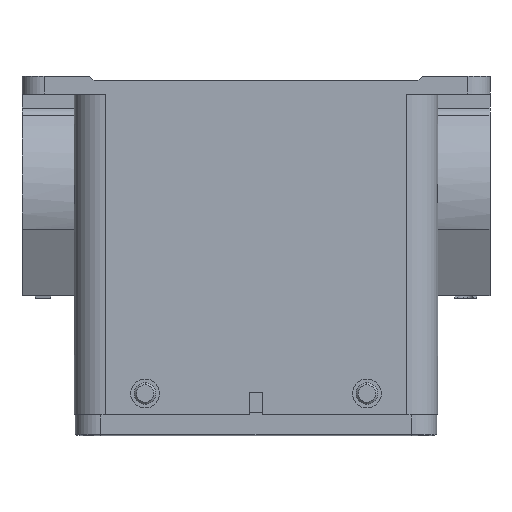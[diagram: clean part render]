
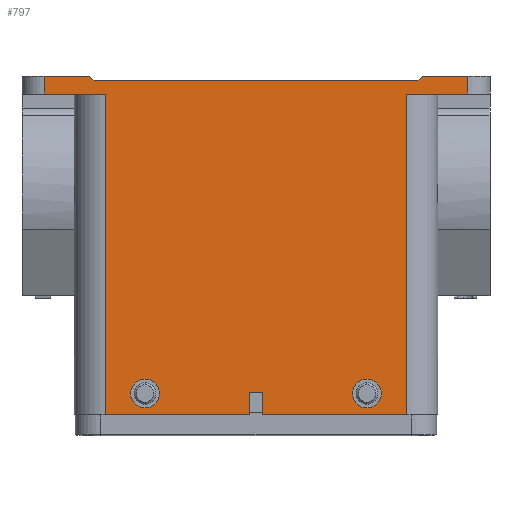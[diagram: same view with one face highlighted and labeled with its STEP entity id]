
A CAD part, front view. The second image highlights one B-rep face of the part: STEP entity #797.
In plain terms, the highlighted planar face has unit normal (0, -1, 0).
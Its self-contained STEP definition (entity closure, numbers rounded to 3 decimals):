
#797=ADVANCED_FACE('NONE',(#1636,#1637,#1638),#1142,.F.);
#1142=PLANE('',#6737);
#1357=CIRCLE('',#6733,3.25);
#1358=CIRCLE('',#6734,3.25);
#1359=CIRCLE('',#6735,3.25);
#1360=CIRCLE('',#6736,3.25);
#1636=FACE_BOUND('',#1753,.T.);
#1637=FACE_BOUND('',#1754,.T.);
#1638=FACE_BOUND('',#1755,.T.);
#1753=EDGE_LOOP('',(#2412,#2413));
#1754=EDGE_LOOP('',(#2414,#2415,#2416,#2417,#2418,#2419,#2420,#2421,#2422,
#2423,#2424,#2425,#2426,#2427,#2428,#2429));
#1755=EDGE_LOOP('',(#2430,#2431));
#2412=ORIENTED_EDGE('',*,*,#4919,.F.);
#2413=ORIENTED_EDGE('',*,*,#4920,.F.);
#2414=ORIENTED_EDGE('',*,*,#4921,.F.);
#2415=ORIENTED_EDGE('',*,*,#4922,.F.);
#2416=ORIENTED_EDGE('',*,*,#4917,.F.);
#2417=ORIENTED_EDGE('',*,*,#4846,.F.);
#2418=ORIENTED_EDGE('',*,*,#4923,.F.);
#2419=ORIENTED_EDGE('',*,*,#4851,.T.);
#2420=ORIENTED_EDGE('',*,*,#4924,.F.);
#2421=ORIENTED_EDGE('',*,*,#4860,.F.);
#2422=ORIENTED_EDGE('',*,*,#4925,.F.);
#2423=ORIENTED_EDGE('',*,*,#4926,.F.);
#2424=ORIENTED_EDGE('',*,*,#4927,.F.);
#2425=ORIENTED_EDGE('',*,*,#4928,.F.);
#2426=ORIENTED_EDGE('',*,*,#4929,.F.);
#2427=ORIENTED_EDGE('',*,*,#4930,.F.);
#2428=ORIENTED_EDGE('',*,*,#4931,.F.);
#2429=ORIENTED_EDGE('',*,*,#4932,.F.);
#2430=ORIENTED_EDGE('',*,*,#4933,.F.);
#2431=ORIENTED_EDGE('',*,*,#4934,.F.);
#4189=VERTEX_POINT('',#9956);
#4190=VERTEX_POINT('',#9957);
#4192=VERTEX_POINT('',#9964);
#4193=VERTEX_POINT('',#9966);
#4200=VERTEX_POINT('',#9982);
#4201=VERTEX_POINT('',#9984);
#4239=VERTEX_POINT('',#10094);
#4240=VERTEX_POINT('',#10098);
#4241=VERTEX_POINT('',#10099);
#4242=VERTEX_POINT('',#10102);
#4243=VERTEX_POINT('',#10103);
#4244=VERTEX_POINT('',#10108);
#4245=VERTEX_POINT('',#10110);
#4246=VERTEX_POINT('',#10112);
#4247=VERTEX_POINT('',#10114);
#4248=VERTEX_POINT('',#10116);
#4249=VERTEX_POINT('',#10118);
#4250=VERTEX_POINT('',#10120);
#4251=VERTEX_POINT('',#10123);
#4252=VERTEX_POINT('',#10124);
#4846=EDGE_CURVE('NONE',#4189,#4190,#5712,.T.);
#4851=EDGE_CURVE('NONE',#4193,#4192,#5716,.T.);
#4860=EDGE_CURVE('NONE',#4200,#4201,#5719,.T.);
#4917=EDGE_CURVE('NONE',#4190,#4239,#5754,.T.);
#4919=EDGE_CURVE('NONE',#4240,#4241,#1357,.T.);
#4920=EDGE_CURVE('NONE',#4241,#4240,#1358,.T.);
#4921=EDGE_CURVE('NONE',#4242,#4243,#5755,.T.);
#4922=EDGE_CURVE('NONE',#4239,#4242,#5756,.T.);
#4923=EDGE_CURVE('NONE',#4193,#4189,#5757,.T.);
#4924=EDGE_CURVE('NONE',#4201,#4192,#5758,.T.);
#4925=EDGE_CURVE('NONE',#4244,#4200,#5759,.T.);
#4926=EDGE_CURVE('NONE',#4245,#4244,#5760,.T.);
#4927=EDGE_CURVE('NONE',#4246,#4245,#5761,.T.);
#4928=EDGE_CURVE('NONE',#4247,#4246,#5762,.T.);
#4929=EDGE_CURVE('NONE',#4248,#4247,#5763,.T.);
#4930=EDGE_CURVE('NONE',#4249,#4248,#5764,.T.);
#4931=EDGE_CURVE('NONE',#4250,#4249,#5765,.T.);
#4932=EDGE_CURVE('',#4243,#4250,#5766,.T.);
#4933=EDGE_CURVE('NONE',#4251,#4252,#1359,.T.);
#4934=EDGE_CURVE('NONE',#4252,#4251,#1360,.T.);
#5712=LINE('',#9955,#6201);
#5716=LINE('',#9965,#6205);
#5719=LINE('',#9983,#6208);
#5754=LINE('',#10093,#6243);
#5755=LINE('',#10101,#6244);
#5756=LINE('',#10104,#6245);
#5757=LINE('',#10105,#6246);
#5758=LINE('',#10106,#6247);
#5759=LINE('',#10107,#6248);
#5760=LINE('',#10109,#6249);
#5761=LINE('',#10111,#6250);
#5762=LINE('',#10113,#6251);
#5763=LINE('',#10115,#6252);
#5764=LINE('',#10117,#6253);
#5765=LINE('',#10119,#6254);
#5766=LINE('',#10121,#6255);
#6201=VECTOR('',#7480,1.);
#6205=VECTOR('',#7488,1.);
#6208=VECTOR('',#7505,1.);
#6243=VECTOR('',#7614,1.);
#6244=VECTOR('',#7623,1.);
#6245=VECTOR('',#7624,1.);
#6246=VECTOR('',#7625,1.);
#6247=VECTOR('',#7626,1.);
#6248=VECTOR('',#7627,1.);
#6249=VECTOR('',#7628,1.);
#6250=VECTOR('',#7629,1.);
#6251=VECTOR('',#7630,1.);
#6252=VECTOR('',#7631,1.);
#6253=VECTOR('',#7632,1.);
#6254=VECTOR('',#7633,1.);
#6255=VECTOR('',#7634,1.);
#6733=AXIS2_PLACEMENT_3D('',#10097,#7619,#7620);
#6734=AXIS2_PLACEMENT_3D('',#10100,#7621,#7622);
#6735=AXIS2_PLACEMENT_3D('',#10122,#7635,#7636);
#6736=AXIS2_PLACEMENT_3D('',#10125,#7637,#7638);
#6737=AXIS2_PLACEMENT_3D('',#10126,#7639,#7640);
#7480=DIRECTION('',(1.,0.,0.));
#7488=DIRECTION('',(-1.,0.,0.));
#7505=DIRECTION('',(1.,0.,0.));
#7614=DIRECTION('',(0.,0.,-1.));
#7619=DIRECTION('',(0.,-1.,0.));
#7620=DIRECTION('',(0.,0.,-1.));
#7621=DIRECTION('',(0.,-1.,0.));
#7622=DIRECTION('',(0.,0.,-1.));
#7623=DIRECTION('',(0.,0.,-1.));
#7624=DIRECTION('',(-1.,0.,0.));
#7625=DIRECTION('',(0.707,0.,0.707));
#7626=DIRECTION('',(0.707,0.,-0.707));
#7627=DIRECTION('',(0.,0.,1.));
#7628=DIRECTION('',(-1.,0.,0.));
#7629=DIRECTION('',(0.,0.,1.));
#7630=DIRECTION('',(-1.,0.,0.));
#7631=DIRECTION('',(0.,0.,-1.));
#7632=DIRECTION('',(-1.,0.,0.));
#7633=DIRECTION('',(0.,0.,1.));
#7634=DIRECTION('',(-1.,0.,0.));
#7635=DIRECTION('',(0.,-1.,0.));
#7636=DIRECTION('',(0.,0.,-1.));
#7637=DIRECTION('',(0.,-1.,0.));
#7638=DIRECTION('',(0.,0.,-1.));
#7639=DIRECTION('',(0.,1.,0.));
#7640=DIRECTION('',(0.,0.,1.));
#9955=CARTESIAN_POINT('',(-53.,-28.25,0.));
#9956=CARTESIAN_POINT('',(37.5,-28.25,0.));
#9957=CARTESIAN_POINT('',(47.75,-28.25,0.));
#9964=CARTESIAN_POINT('',(-36.5,-28.25,-1.));
#9965=CARTESIAN_POINT('',(-36.5,-28.25,-1.));
#9966=CARTESIAN_POINT('',(36.5,-28.25,-1.));
#9982=CARTESIAN_POINT('',(-47.75,-28.25,0.));
#9983=CARTESIAN_POINT('',(-53.,-28.25,0.));
#9984=CARTESIAN_POINT('',(-37.5,-28.25,0.));
#10093=CARTESIAN_POINT('',(47.75,-28.25,-49.816));
#10094=CARTESIAN_POINT('',(47.75,-28.25,-4.));
#10097=CARTESIAN_POINT('',(-25.,-28.25,-71.5));
#10098=CARTESIAN_POINT('',(-25.,-28.25,-74.75));
#10099=CARTESIAN_POINT('',(-25.,-28.25,-68.25));
#10100=CARTESIAN_POINT('',(-25.,-28.25,-71.5));
#10101=CARTESIAN_POINT('',(34.,-28.25,0.));
#10102=CARTESIAN_POINT('',(34.,-28.25,-4.));
#10103=CARTESIAN_POINT('',(34.,-28.25,-76.322));
#10104=CARTESIAN_POINT('',(0.,-28.25,-4.));
#10105=CARTESIAN_POINT('',(36.5,-28.25,-1.));
#10106=CARTESIAN_POINT('',(-37.5,-28.25,0.));
#10107=CARTESIAN_POINT('',(-47.75,-28.25,0.));
#10108=CARTESIAN_POINT('',(-47.75,-28.25,-4.));
#10109=CARTESIAN_POINT('',(0.,-28.25,-4.));
#10110=CARTESIAN_POINT('',(-34.,-28.25,-4.));
#10111=CARTESIAN_POINT('',(-34.,-28.25,0.));
#10112=CARTESIAN_POINT('',(-34.,-28.25,-76.322));
#10113=CARTESIAN_POINT('',(0.,-28.25,-76.322));
#10114=CARTESIAN_POINT('',(-1.5,-28.25,-76.322));
#10115=CARTESIAN_POINT('',(-1.5,-28.25,0.));
#10116=CARTESIAN_POINT('',(-1.5,-28.25,-71.322));
#10117=CARTESIAN_POINT('',(0.,-28.25,-71.322));
#10118=CARTESIAN_POINT('',(1.5,-28.25,-71.322));
#10119=CARTESIAN_POINT('',(1.5,-28.25,0.));
#10120=CARTESIAN_POINT('',(1.5,-28.25,-76.322));
#10121=CARTESIAN_POINT('',(0.,-28.25,-76.322));
#10122=CARTESIAN_POINT('',(25.,-28.25,-71.5));
#10123=CARTESIAN_POINT('',(25.,-28.25,-74.75));
#10124=CARTESIAN_POINT('',(25.,-28.25,-68.25));
#10125=CARTESIAN_POINT('',(25.,-28.25,-71.5));
#10126=CARTESIAN_POINT('',(0.,-28.25,0.));
